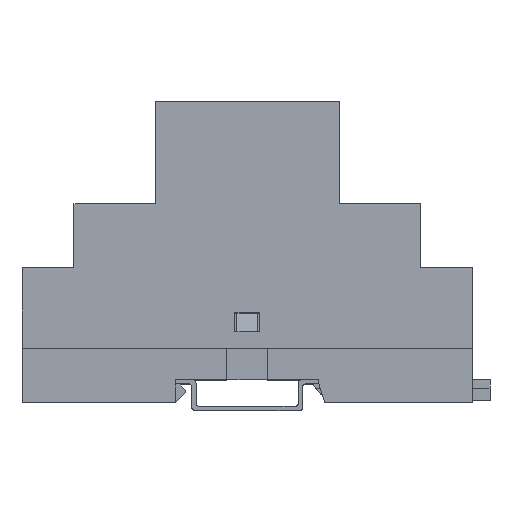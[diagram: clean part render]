
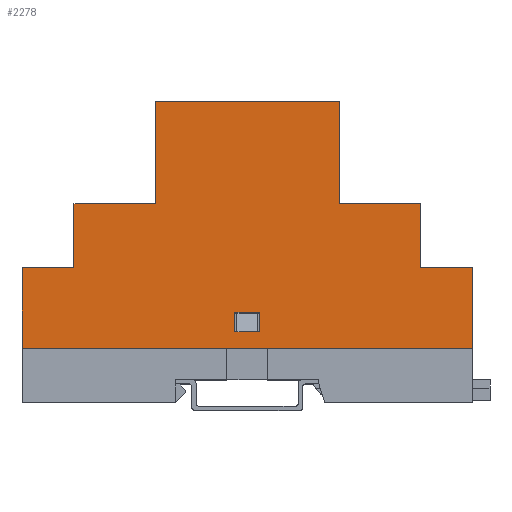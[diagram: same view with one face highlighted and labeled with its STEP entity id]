
A CAD part, top view. The second image highlights one B-rep face of the part: STEP entity #2278.
In plain terms, the highlighted face is planar.
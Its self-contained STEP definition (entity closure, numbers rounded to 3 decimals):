
#16 = VECTOR ( 'NONE', #5488, 1000. ) ;
#35 = FACE_BOUND ( 'NONE', #6758, .T. ) ;
#56 = EDGE_CURVE ( 'NONE', #14117, #8866, #16254, .T. ) ;
#294 = VERTEX_POINT ( 'NONE', #16257 ) ;
#384 = CARTESIAN_POINT ( 'NONE',  ( 11.25, 22.5, 60.3 ) ) ;
#1288 = CARTESIAN_POINT ( 'NONE',  ( 11.25, -55., 19.6 ) ) ;
#1612 = DIRECTION ( 'NONE',  ( 0., 0., 1. ) ) ;
#1687 = ORIENTED_EDGE ( 'NONE', *, *, #19154, .F. ) ;
#1730 = EDGE_CURVE ( 'NONE', #5273, #19330, #8665, .T. ) ;
#1885 = ORIENTED_EDGE ( 'NONE', *, *, #17658, .F. ) ;
#1955 = DIRECTION ( 'NONE',  ( 0., -1., 0. ) ) ;
#2260 = CARTESIAN_POINT ( 'NONE',  ( 11.25, 55., 0. ) ) ;
#2278 = ADVANCED_FACE ( 'NONE', ( #35, #7923 ), #4609, .F. ) ;
#2359 = DIRECTION ( 'NONE',  ( 0., 0., 1. ) ) ;
#2428 = EDGE_CURVE ( 'NONE', #14846, #13650, #18999, .T. ) ;
#2543 = VECTOR ( 'NONE', #11881, 1000. ) ;
#2734 = DIRECTION ( 'NONE',  ( -1., 0., 0. ) ) ;
#2790 = DIRECTION ( 'NONE',  ( 0., 0., 1. ) ) ;
#2949 = CARTESIAN_POINT ( 'NONE',  ( 11.25, -3., 8.7 ) ) ;
#3258 = EDGE_CURVE ( 'NONE', #294, #7183, #4894, .T. ) ;
#3297 = ORIENTED_EDGE ( 'NONE', *, *, #14090, .F. ) ;
#3476 = CARTESIAN_POINT ( 'NONE',  ( 11.25, -42.3, 19.6 ) ) ;
#3546 = ORIENTED_EDGE ( 'NONE', *, *, #6880, .F. ) ;
#4028 = EDGE_CURVE ( 'NONE', #7183, #5257, #14476, .T. ) ;
#4207 = VECTOR ( 'NONE', #9945, 1000. ) ;
#4274 = LINE ( 'NONE', #19856, #2543 ) ;
#4385 = VERTEX_POINT ( 'NONE', #13209 ) ;
#4474 = LINE ( 'NONE', #19496, #6180 ) ;
#4609 = PLANE ( 'NONE',  #13011 ) ;
#4700 = CARTESIAN_POINT ( 'NONE',  ( 11.25, 3., 8.7 ) ) ;
#4823 = CARTESIAN_POINT ( 'NONE',  ( 11.25, 55., 0. ) ) ;
#4856 = VERTEX_POINT ( 'NONE', #9555 ) ;
#4894 = LINE ( 'NONE', #4700, #7133 ) ;
#5257 = VERTEX_POINT ( 'NONE', #12019 ) ;
#5273 = VERTEX_POINT ( 'NONE', #1288 ) ;
#5336 = CARTESIAN_POINT ( 'NONE',  ( 11.25, 3., 4. ) ) ;
#5340 = DIRECTION ( 'NONE',  ( 0., 0., -1. ) ) ;
#5486 = LINE ( 'NONE', #15117, #8462 ) ;
#5488 = DIRECTION ( 'NONE',  ( 0., 0., -1. ) ) ;
#5499 = CARTESIAN_POINT ( 'NONE',  ( 11.25, -3., 8.7 ) ) ;
#5524 = VECTOR ( 'NONE', #7543, 1000. ) ;
#5609 = DIRECTION ( 'NONE',  ( 0., 1., 0. ) ) ;
#5853 = EDGE_CURVE ( 'NONE', #14624, #20171, #8025, .T. ) ;
#6104 = VECTOR ( 'NONE', #7012, 1000. ) ;
#6180 = VECTOR ( 'NONE', #5340, 1000. ) ;
#6613 = CARTESIAN_POINT ( 'NONE',  ( 11.25, 55., 19.6 ) ) ;
#6714 = ORIENTED_EDGE ( 'NONE', *, *, #2428, .F. ) ;
#6758 = EDGE_LOOP ( 'NONE', ( #7429, #17163, #3297, #7523 ) ) ;
#6830 = LINE ( 'NONE', #6956, #13523 ) ;
#6880 = EDGE_CURVE ( 'NONE', #4856, #20171, #5486, .T. ) ;
#6956 = CARTESIAN_POINT ( 'NONE',  ( 11.25, 55., 19.6 ) ) ;
#7012 = DIRECTION ( 'NONE',  ( 0., 0., -1. ) ) ;
#7077 = ORIENTED_EDGE ( 'NONE', *, *, #17129, .T. ) ;
#7133 = VECTOR ( 'NONE', #1955, 1000. ) ;
#7167 = VECTOR ( 'NONE', #13472, 1000. ) ;
#7183 = VERTEX_POINT ( 'NONE', #2949 ) ;
#7294 = CARTESIAN_POINT ( 'NONE',  ( 11.25, 3., 4. ) ) ;
#7429 = ORIENTED_EDGE ( 'NONE', *, *, #3258, .F. ) ;
#7523 = ORIENTED_EDGE ( 'NONE', *, *, #4028, .F. ) ;
#7543 = DIRECTION ( 'NONE',  ( 0., 0., 1. ) ) ;
#7923 = FACE_OUTER_BOUND ( 'NONE', #13632, .T. ) ;
#8025 = LINE ( 'NONE', #10409, #14192 ) ;
#8074 = CARTESIAN_POINT ( 'NONE',  ( 11.25, -22.5, 35.3 ) ) ;
#8216 = EDGE_CURVE ( 'NONE', #4385, #13298, #6830, .T. ) ;
#8462 = VECTOR ( 'NONE', #5609, 1000. ) ;
#8606 = VECTOR ( 'NONE', #2790, 1000. ) ;
#8665 = LINE ( 'NONE', #10369, #7167 ) ;
#8696 = ORIENTED_EDGE ( 'NONE', *, *, #11023, .T. ) ;
#8866 = VERTEX_POINT ( 'NONE', #2260 ) ;
#9201 = VECTOR ( 'NONE', #2359, 1000. ) ;
#9490 = VECTOR ( 'NONE', #13637, 1000. ) ;
#9555 = CARTESIAN_POINT ( 'NONE',  ( 11.25, -42.3, 35.3 ) ) ;
#9863 = VECTOR ( 'NONE', #11224, 1000. ) ;
#9945 = DIRECTION ( 'NONE',  ( 0., 0., -1. ) ) ;
#10369 = CARTESIAN_POINT ( 'NONE',  ( 11.25, -55., 19.6 ) ) ;
#10409 = CARTESIAN_POINT ( 'NONE',  ( 11.25, -22.5, 60.3 ) ) ;
#10830 = CARTESIAN_POINT ( 'NONE',  ( 11.25, 42.3, 19.6 ) ) ;
#11023 = EDGE_CURVE ( 'NONE', #4385, #13650, #16227, .T. ) ;
#11159 = ORIENTED_EDGE ( 'NONE', *, *, #1730, .F. ) ;
#11224 = DIRECTION ( 'NONE',  ( 0., 1., 0. ) ) ;
#11461 = CARTESIAN_POINT ( 'NONE',  ( 11.25, -55., 35.3 ) ) ;
#11750 = ORIENTED_EDGE ( 'NONE', *, *, #17032, .F. ) ;
#11881 = DIRECTION ( 'NONE',  ( 0., 1., 0. ) ) ;
#11987 = CARTESIAN_POINT ( 'NONE',  ( 11.25, 22.5, 35.3 ) ) ;
#12019 = CARTESIAN_POINT ( 'NONE',  ( 11.25, -3., 4. ) ) ;
#12550 = LINE ( 'NONE', #384, #4207 ) ;
#12682 = ORIENTED_EDGE ( 'NONE', *, *, #8216, .F. ) ;
#12745 = ORIENTED_EDGE ( 'NONE', *, *, #56, .T. ) ;
#13011 = AXIS2_PLACEMENT_3D ( 'NONE', #18847, #2734, #1612 ) ;
#13209 = CARTESIAN_POINT ( 'NONE',  ( 11.25, 42.3, 19.6 ) ) ;
#13279 = DIRECTION ( 'NONE',  ( 0., 1., 0. ) ) ;
#13298 = VERTEX_POINT ( 'NONE', #6613 ) ;
#13472 = DIRECTION ( 'NONE',  ( 0., 1., 0. ) ) ;
#13523 = VECTOR ( 'NONE', #19750, 1000. ) ;
#13632 = EDGE_LOOP ( 'NONE', ( #3546, #13685, #11159, #7077, #12745, #11750, #12682, #8696, #6714, #1885, #1687, #19762 ) ) ;
#13637 = DIRECTION ( 'NONE',  ( 0., 1., 0. ) ) ;
#13650 = VERTEX_POINT ( 'NONE', #13730 ) ;
#13685 = ORIENTED_EDGE ( 'NONE', *, *, #15511, .F. ) ;
#13730 = CARTESIAN_POINT ( 'NONE',  ( 11.25, 42.3, 35.3 ) ) ;
#14027 = VERTEX_POINT ( 'NONE', #19559 ) ;
#14090 = EDGE_CURVE ( 'NONE', #5257, #15395, #20120, .T. ) ;
#14117 = VERTEX_POINT ( 'NONE', #16789 ) ;
#14192 = VECTOR ( 'NONE', #17079, 1000. ) ;
#14476 = LINE ( 'NONE', #5499, #6104 ) ;
#14557 = EDGE_CURVE ( 'NONE', #15395, #294, #17338, .T. ) ;
#14624 = VERTEX_POINT ( 'NONE', #17422 ) ;
#14846 = VERTEX_POINT ( 'NONE', #11987 ) ;
#15117 = CARTESIAN_POINT ( 'NONE',  ( 11.25, 55., 35.3 ) ) ;
#15377 = CARTESIAN_POINT ( 'NONE',  ( 11.25, 3., 8.7 ) ) ;
#15395 = VERTEX_POINT ( 'NONE', #5336 ) ;
#15511 = EDGE_CURVE ( 'NONE', #19330, #4856, #17784, .T. ) ;
#15799 = LINE ( 'NONE', #11461, #16 ) ;
#15859 = CARTESIAN_POINT ( 'NONE',  ( 11.25, -42.3, 19.6 ) ) ;
#16227 = LINE ( 'NONE', #10830, #8606 ) ;
#16254 = LINE ( 'NONE', #4823, #9863 ) ;
#16257 = CARTESIAN_POINT ( 'NONE',  ( 11.25, 3., 8.7 ) ) ;
#16589 = CARTESIAN_POINT ( 'NONE',  ( 11.25, 55., 35.3 ) ) ;
#16785 = VECTOR ( 'NONE', #13279, 1000. ) ;
#16789 = CARTESIAN_POINT ( 'NONE',  ( 11.25, -55., 0. ) ) ;
#17032 = EDGE_CURVE ( 'NONE', #13298, #8866, #4474, .T. ) ;
#17079 = DIRECTION ( 'NONE',  ( 0., 0., -1. ) ) ;
#17129 = EDGE_CURVE ( 'NONE', #5273, #14117, #15799, .T. ) ;
#17163 = ORIENTED_EDGE ( 'NONE', *, *, #14557, .F. ) ;
#17338 = LINE ( 'NONE', #15377, #5524 ) ;
#17422 = CARTESIAN_POINT ( 'NONE',  ( 11.25, -22.5, 60.3 ) ) ;
#17658 = EDGE_CURVE ( 'NONE', #14027, #14846, #12550, .T. ) ;
#17784 = LINE ( 'NONE', #15859, #9201 ) ;
#18847 = CARTESIAN_POINT ( 'NONE',  ( 11.25, 55., 35.3 ) ) ;
#18999 = LINE ( 'NONE', #16589, #16785 ) ;
#19154 = EDGE_CURVE ( 'NONE', #14624, #14027, #4274, .T. ) ;
#19330 = VERTEX_POINT ( 'NONE', #3476 ) ;
#19496 = CARTESIAN_POINT ( 'NONE',  ( 11.25, 55., 35.3 ) ) ;
#19559 = CARTESIAN_POINT ( 'NONE',  ( 11.25, 22.5, 60.3 ) ) ;
#19750 = DIRECTION ( 'NONE',  ( 0., 1., 0. ) ) ;
#19762 = ORIENTED_EDGE ( 'NONE', *, *, #5853, .T. ) ;
#19856 = CARTESIAN_POINT ( 'NONE',  ( 11.25, 22.5, 60.3 ) ) ;
#20120 = LINE ( 'NONE', #7294, #9490 ) ;
#20171 = VERTEX_POINT ( 'NONE', #8074 ) ;
